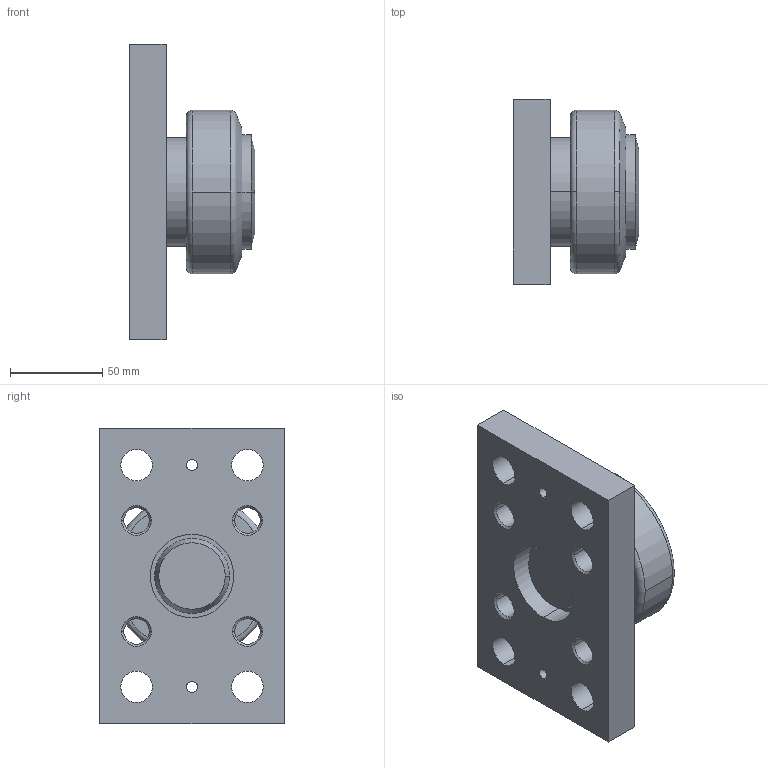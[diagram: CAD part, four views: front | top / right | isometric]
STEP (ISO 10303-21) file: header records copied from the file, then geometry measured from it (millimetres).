
FILE_DESCRIPTION(('STEP AP214'),'1');
FILE_NAME('200_015_009_without_distance_washer.stp','2021-05-26T03:54:29',('TraceParts'),('TraceParts S.A.'),'Spatial InterOp 3D',' ',' ');
FILE_SCHEMA(('AUTOMOTIVE_DESIGN { 1 0 10303 214 1 1 1 1 }'));
Length unit declared in the file: millimetre
Products named in the file (1): 200_015_009_without_distance_washer
Bounding box: 68 x 100 x 160 mm (x, y, z)
Volume: 503073.5 mm3; surface area: 66536.2 mm2
Topology: 1 solids, 1 shells, 89 faces, 223 edges, 143 vertices
Faces by surface type: cylinder 32, plane 27, cone 22, torus 8
Entity records: 2797 total; most frequent: DIRECTION 516, CARTESIAN_POINT 508, ORIENTED_EDGE 446, EDGE_CURVE 223, AXIS2_PLACEMENT_3D 207, VERTEX_POINT 143, CIRCLE 117, EDGE_LOOP 116
